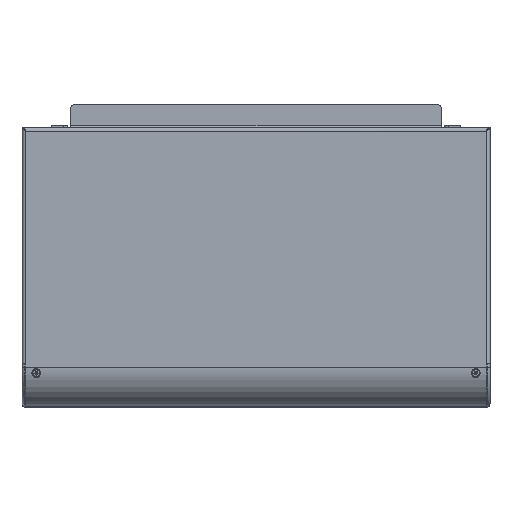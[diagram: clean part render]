
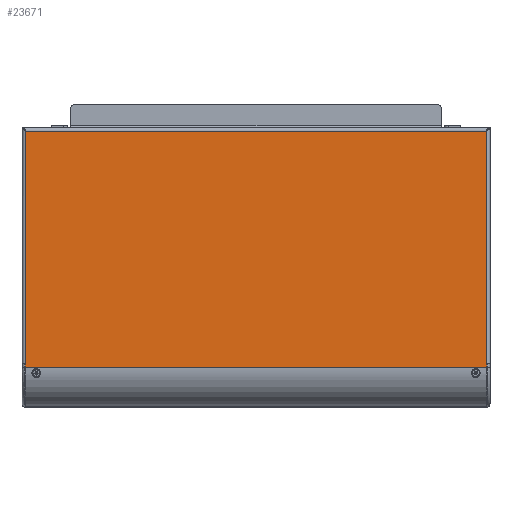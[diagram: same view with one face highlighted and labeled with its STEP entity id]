
A CAD part, top view. The second image highlights one B-rep face of the part: STEP entity #23671.
In plain terms, the highlighted planar face has unit normal (0, 0, 1).
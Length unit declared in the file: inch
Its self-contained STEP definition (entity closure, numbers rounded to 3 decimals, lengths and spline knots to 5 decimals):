
#3490 = CARTESIAN_POINT ( 'NONE',  ( 0.09843, 1.22757, 5.24016 ) ) ;
#3591 = VECTOR ( 'NONE', #40427, 39.37008 ) ;
#6679 = VECTOR ( 'NONE', #34049, 39.37008 ) ;
#6864 = VERTEX_POINT ( 'NONE', #27998 ) ;
#9174 = VERTEX_POINT ( 'NONE', #24610 ) ;
#9662 = CARTESIAN_POINT ( 'NONE',  ( 13.09055, 1.11734, 5.24016 ) ) ;
#11202 = AXIS2_PLACEMENT_3D ( 'NONE', #55899, #34101, #15945 ) ;
#12782 = EDGE_CURVE ( 'NONE', #9174, #54845, #29083, .T. ) ;
#13333 = VERTEX_POINT ( 'NONE', #42334 ) ;
#13808 = ORIENTED_EDGE ( 'NONE', *, *, #12782, .T. ) ;
#15945 = DIRECTION ( 'NONE',  ( 0., -1., 0. ) ) ;
#16125 = CARTESIAN_POINT ( 'NONE',  ( 0.09843, 7.77633, 5.24016 ) ) ;
#19295 = LINE ( 'NONE', #23820, #26613 ) ;
#19583 = ORIENTED_EDGE ( 'NONE', *, *, #32283, .T. ) ;
#20197 = PLANE ( 'NONE',  #11202 ) ;
#20689 = CARTESIAN_POINT ( 'NONE',  ( 0.09843, 1.11734, 5.24016 ) ) ;
#21733 = EDGE_CURVE ( 'NONE', #6864, #13333, #42490, .T. ) ;
#23671 = ADVANCED_FACE ( 'NONE', ( #45155 ), #20197, .T. ) ;
#23765 = EDGE_CURVE ( 'NONE', #54845, #6864, #19295, .T. ) ;
#23820 = CARTESIAN_POINT ( 'NONE',  ( 13.09055, 1.11734, 5.24016 ) ) ;
#24419 = LINE ( 'NONE', #42571, #31607 ) ;
#24610 = CARTESIAN_POINT ( 'NONE',  ( 0.09843, 1.11734, 5.24016 ) ) ;
#24750 = VERTEX_POINT ( 'NONE', #3490 ) ;
#25590 = ORIENTED_EDGE ( 'NONE', *, *, #36095, .T. ) ;
#26613 = VECTOR ( 'NONE', #28064, 39.37008 ) ;
#27998 = CARTESIAN_POINT ( 'NONE',  ( 13.09055, 1.22757, 5.24016 ) ) ;
#28064 = DIRECTION ( 'NONE',  ( 0., 1., 0. ) ) ;
#29083 = LINE ( 'NONE', #32207, #40397 ) ;
#31607 = VECTOR ( 'NONE', #41454, 39.37008 ) ;
#31614 = VERTEX_POINT ( 'NONE', #16125 ) ;
#32207 = CARTESIAN_POINT ( 'NONE',  ( 0., 1.11734, 5.24016 ) ) ;
#32283 = EDGE_CURVE ( 'NONE', #31614, #24750, #52913, .T. ) ;
#34049 = DIRECTION ( 'NONE',  ( 0., -1., 0. ) ) ;
#34101 = DIRECTION ( 'NONE',  ( 0., 0., 1. ) ) ;
#36095 = EDGE_CURVE ( 'NONE', #13333, #31614, #24419, .T. ) ;
#38156 = ORIENTED_EDGE ( 'NONE', *, *, #23765, .T. ) ;
#39271 = VECTOR ( 'NONE', #51825, 39.37008 ) ;
#40397 = VECTOR ( 'NONE', #50079, 39.37008 ) ;
#40427 = DIRECTION ( 'NONE',  ( 0., -1., 0. ) ) ;
#41454 = DIRECTION ( 'NONE',  ( -1., 0., 0. ) ) ;
#42334 = CARTESIAN_POINT ( 'NONE',  ( 13.09055, 7.77633, 5.24016 ) ) ;
#42490 = LINE ( 'NONE', #51283, #39271 ) ;
#42571 = CARTESIAN_POINT ( 'NONE',  ( 0., 7.77633, 5.24016 ) ) ;
#43108 = LINE ( 'NONE', #20689, #6679 ) ;
#44114 = CARTESIAN_POINT ( 'NONE',  ( 0.09843, 1.11734, 5.24016 ) ) ;
#45155 = FACE_OUTER_BOUND ( 'NONE', #48073, .T. ) ;
#48073 = EDGE_LOOP ( 'NONE', ( #19583, #55889, #13808, #38156, #49880, #25590 ) ) ;
#49880 = ORIENTED_EDGE ( 'NONE', *, *, #21733, .T. ) ;
#50079 = DIRECTION ( 'NONE',  ( 1., 0., 0. ) ) ;
#51283 = CARTESIAN_POINT ( 'NONE',  ( 13.09055, 1.11734, 5.24016 ) ) ;
#51825 = DIRECTION ( 'NONE',  ( 0., 1., 0. ) ) ;
#52913 = LINE ( 'NONE', #44114, #3591 ) ;
#54845 = VERTEX_POINT ( 'NONE', #9662 ) ;
#55869 = EDGE_CURVE ( 'NONE', #24750, #9174, #43108, .T. ) ;
#55889 = ORIENTED_EDGE ( 'NONE', *, *, #55869, .T. ) ;
#55899 = CARTESIAN_POINT ( 'NONE',  ( 0., 1.11734, 5.24016 ) ) ;
